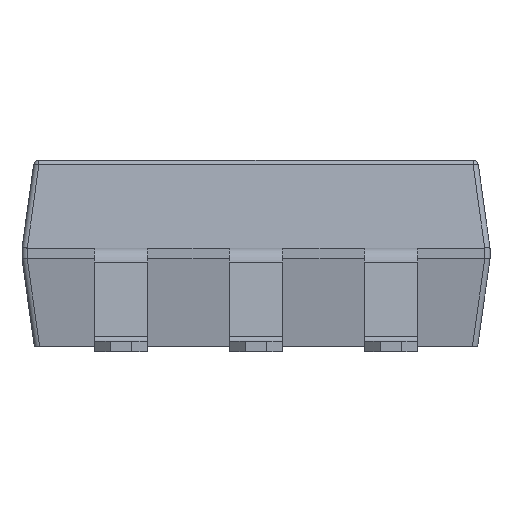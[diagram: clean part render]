
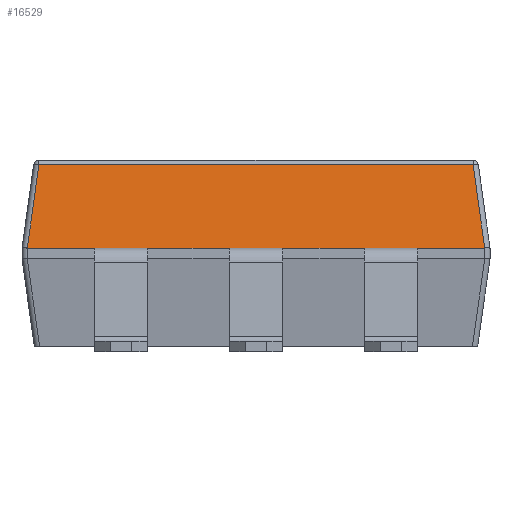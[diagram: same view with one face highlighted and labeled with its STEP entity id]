
A CAD part, front view. The second image highlights one B-rep face of the part: STEP entity #16529.
In plain terms, the highlighted planar face has unit normal (0, -0.99, 0.139).
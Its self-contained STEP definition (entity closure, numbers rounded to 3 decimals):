
#69 = VECTOR ( 'NONE', #13272, 1000. ) ;
#81 = VECTOR ( 'NONE', #11933, 1000. ) ;
#209 = DIRECTION ( 'NONE',  ( -1., 0., 0. ) ) ;
#259 = ORIENTED_EDGE ( 'NONE', *, *, #16269, .F. ) ;
#328 = CARTESIAN_POINT ( 'NONE',  ( 4.081, -2.98, -0.086 ) ) ;
#792 = VERTEX_POINT ( 'NONE', #13526 ) ;
#993 = DIRECTION ( 'NONE',  ( -1., 0., 0. ) ) ;
#1003 = EDGE_CURVE ( 'NONE', #7328, #13430, #3109, .T. ) ;
#1245 = VECTOR ( 'NONE', #8990, 1000. ) ;
#1439 = LINE ( 'NONE', #6660, #81 ) ;
#1582 = LINE ( 'NONE', #10761, #9148 ) ;
#1685 = VECTOR ( 'NONE', #13869, 1000. ) ;
#2007 = EDGE_CURVE ( 'NONE', #6391, #3887, #15605, .T. ) ;
#2401 = EDGE_LOOP ( 'NONE', ( #6529, #8596, #6707, #11912, #3516, #7837, #15747, #15168, #3267, #3379, #259, #16676 ) ) ;
#2812 = CARTESIAN_POINT ( 'NONE',  ( 4.3, -3.2, -1.65 ) ) ;
#2842 = CARTESIAN_POINT ( 'NONE',  ( 4.3, -3.2, -1.65 ) ) ;
#2850 = VERTEX_POINT ( 'NONE', #15058 ) ;
#3025 = FACE_OUTER_BOUND ( 'NONE', #2401, .T. ) ;
#3109 = LINE ( 'NONE', #8333, #15282 ) ;
#3143 = VERTEX_POINT ( 'NONE', #2812 ) ;
#3197 = DIRECTION ( 'NONE',  ( -1., 0., 0. ) ) ;
#3267 = ORIENTED_EDGE ( 'NONE', *, *, #13719, .F. ) ;
#3354 = LINE ( 'NONE', #8579, #1685 ) ;
#3362 = EDGE_CURVE ( 'NONE', #11761, #792, #6719, .T. ) ;
#3379 = ORIENTED_EDGE ( 'NONE', *, *, #3558, .F. ) ;
#3516 = ORIENTED_EDGE ( 'NONE', *, *, #9599, .T. ) ;
#3558 = EDGE_CURVE ( 'NONE', #11007, #6365, #3354, .T. ) ;
#3568 = CARTESIAN_POINT ( 'NONE',  ( -4.3, -3.2, -1.65 ) ) ;
#3777 = CARTESIAN_POINT ( 'NONE',  ( -2.04, -3.2, -1.65 ) ) ;
#3887 = VERTEX_POINT ( 'NONE', #13002 ) ;
#4014 = EDGE_CURVE ( 'NONE', #3143, #11363, #14870, .T. ) ;
#4082 = VECTOR ( 'NONE', #993, 1000. ) ;
#4847 = CARTESIAN_POINT ( 'NONE',  ( -4.301, -3.2, -1.65 ) ) ;
#4919 = DIRECTION ( 'NONE',  ( -1., 0., 0. ) ) ;
#5435 = CARTESIAN_POINT ( 'NONE',  ( 4.301, -3.2, -1.65 ) ) ;
#6365 = VERTEX_POINT ( 'NONE', #16661 ) ;
#6391 = VERTEX_POINT ( 'NONE', #15692 ) ;
#6417 = LINE ( 'NONE', #11691, #12084 ) ;
#6529 = ORIENTED_EDGE ( 'NONE', *, *, #14306, .F. ) ;
#6660 = CARTESIAN_POINT ( 'NONE',  ( 3.992, -2.891, 0.55 ) ) ;
#6707 = ORIENTED_EDGE ( 'NONE', *, *, #12410, .T. ) ;
#6719 = LINE ( 'NONE', #11994, #10735 ) ;
#6833 = CARTESIAN_POINT ( 'NONE',  ( -4.081, -2.98, -0.086 ) ) ;
#7328 = VERTEX_POINT ( 'NONE', #328 ) ;
#7489 = LINE ( 'NONE', #12786, #4082 ) ;
#7837 = ORIENTED_EDGE ( 'NONE', *, *, #13698, .T. ) ;
#7972 = CARTESIAN_POINT ( 'NONE',  ( -4.4, -3.2, -1.65 ) ) ;
#8050 = CARTESIAN_POINT ( 'NONE',  ( 4.301, -3.2, -1.65 ) ) ;
#8333 = CARTESIAN_POINT ( 'NONE',  ( -4.168, -2.98, -0.086 ) ) ;
#8579 = CARTESIAN_POINT ( 'NONE',  ( 0.5, -3.2, -1.65 ) ) ;
#8596 = ORIENTED_EDGE ( 'NONE', *, *, #4014, .T. ) ;
#8990 = DIRECTION ( 'NONE',  ( -1., 0., 0. ) ) ;
#9148 = VECTOR ( 'NONE', #16058, 1000. ) ;
#9599 = EDGE_CURVE ( 'NONE', #13430, #2850, #1582, .T. ) ;
#9725 = CARTESIAN_POINT ( 'NONE',  ( 0., -2.968, 0. ) ) ;
#10072 = CARTESIAN_POINT ( 'NONE',  ( 3.04, -3.2, -1.65 ) ) ;
#10102 = CARTESIAN_POINT ( 'NONE',  ( -4.301, -3.2, -1.65 ) ) ;
#10673 =( BOUNDED_CURVE ( )  B_SPLINE_CURVE ( 3, ( #4847, #10102, #15382, #3568 ),
 .UNSPECIFIED., .F., .F. ) 
 B_SPLINE_CURVE_WITH_KNOTS ( ( 4, 4 ),
 ( 3.132, 3.142 ),
 .UNSPECIFIED. ) 
 CURVE ( )  GEOMETRIC_REPRESENTATION_ITEM ( )  RATIONAL_B_SPLINE_CURVE ( ( 1., 1., 1., 1. ) ) 
 REPRESENTATION_ITEM ( '' )  );
#10735 = VECTOR ( 'NONE', #209, 1000. ) ;
#10761 = CARTESIAN_POINT ( 'NONE',  ( -3.992, -2.891, 0.55 ) ) ;
#11007 = VERTEX_POINT ( 'NONE', #13816 ) ;
#11363 = VERTEX_POINT ( 'NONE', #5435 ) ;
#11471 = LINE ( 'NONE', #16750, #16590 ) ;
#11691 = CARTESIAN_POINT ( 'NONE',  ( -4.4, -3.2, -1.65 ) ) ;
#11703 = CARTESIAN_POINT ( 'NONE',  ( -4.3, -3.2, -1.65 ) ) ;
#11761 = VERTEX_POINT ( 'NONE', #10072 ) ;
#11890 = VERTEX_POINT ( 'NONE', #11703 ) ;
#11912 = ORIENTED_EDGE ( 'NONE', *, *, #1003, .T. ) ;
#11933 = DIRECTION ( 'NONE',  ( -0.138, 0.138, 0.981 ) ) ;
#11994 = CARTESIAN_POINT ( 'NONE',  ( 3.04, -3.2, -1.65 ) ) ;
#12084 = VECTOR ( 'NONE', #16963, 1000. ) ;
#12232 = PLANE ( 'NONE',  #12439 ) ;
#12410 = EDGE_CURVE ( 'NONE', #11363, #7328, #1439, .T. ) ;
#12439 = AXIS2_PLACEMENT_3D ( 'NONE', #9725, #14999, #3197 ) ;
#12786 = CARTESIAN_POINT ( 'NONE',  ( -4.4, -3.2, -1.65 ) ) ;
#13002 = CARTESIAN_POINT ( 'NONE',  ( -3.04, -3.2, -1.65 ) ) ;
#13272 = DIRECTION ( 'NONE',  ( -1., 0., 0. ) ) ;
#13346 = CARTESIAN_POINT ( 'NONE',  ( 4.301, -3.2, -1.65 ) ) ;
#13430 = VERTEX_POINT ( 'NONE', #6833 ) ;
#13526 = CARTESIAN_POINT ( 'NONE',  ( 2.04, -3.2, -1.65 ) ) ;
#13613 = DIRECTION ( 'NONE',  ( -1., 0., 0. ) ) ;
#13698 = EDGE_CURVE ( 'NONE', #2850, #11890, #10673, .T. ) ;
#13719 = EDGE_CURVE ( 'NONE', #6365, #6391, #7489, .T. ) ;
#13816 = CARTESIAN_POINT ( 'NONE',  ( 0.5, -3.2, -1.65 ) ) ;
#13869 = DIRECTION ( 'NONE',  ( -1., 0., 0. ) ) ;
#14306 = EDGE_CURVE ( 'NONE', #3143, #11761, #6417, .T. ) ;
#14635 = CARTESIAN_POINT ( 'NONE',  ( 4.3, -3.2, -1.65 ) ) ;
#14870 =( BOUNDED_CURVE ( )  B_SPLINE_CURVE ( 3, ( #14635, #2842, #8050, #13346 ),
 .UNSPECIFIED., .F., .F. ) 
 B_SPLINE_CURVE_WITH_KNOTS ( ( 4, 4 ),
 ( 3.142, 3.151 ),
 .UNSPECIFIED. ) 
 CURVE ( )  GEOMETRIC_REPRESENTATION_ITEM ( )  RATIONAL_B_SPLINE_CURVE ( ( 1., 1., 1., 1. ) ) 
 REPRESENTATION_ITEM ( '' )  );
#14999 = DIRECTION ( 'NONE',  ( 0., -0.99, 0.139 ) ) ;
#15058 = CARTESIAN_POINT ( 'NONE',  ( -4.301, -3.2, -1.65 ) ) ;
#15168 = ORIENTED_EDGE ( 'NONE', *, *, #2007, .F. ) ;
#15282 = VECTOR ( 'NONE', #13613, 1000. ) ;
#15382 = CARTESIAN_POINT ( 'NONE',  ( -4.3, -3.2, -1.65 ) ) ;
#15605 = LINE ( 'NONE', #3777, #1245 ) ;
#15692 = CARTESIAN_POINT ( 'NONE',  ( -2.04, -3.2, -1.65 ) ) ;
#15747 = ORIENTED_EDGE ( 'NONE', *, *, #16437, .F. ) ;
#15877 = LINE ( 'NONE', #7972, #69 ) ;
#16058 = DIRECTION ( 'NONE',  ( -0.138, -0.138, -0.981 ) ) ;
#16269 = EDGE_CURVE ( 'NONE', #792, #11007, #11471, .T. ) ;
#16437 = EDGE_CURVE ( 'NONE', #3887, #11890, #15877, .T. ) ;
#16529 = ADVANCED_FACE ( 'NONE', ( #3025 ), #12232, .T. ) ;
#16590 = VECTOR ( 'NONE', #4919, 1000. ) ;
#16661 = CARTESIAN_POINT ( 'NONE',  ( -0.5, -3.2, -1.65 ) ) ;
#16676 = ORIENTED_EDGE ( 'NONE', *, *, #3362, .F. ) ;
#16750 = CARTESIAN_POINT ( 'NONE',  ( -4.4, -3.2, -1.65 ) ) ;
#16963 = DIRECTION ( 'NONE',  ( -1., 0., 0. ) ) ;
